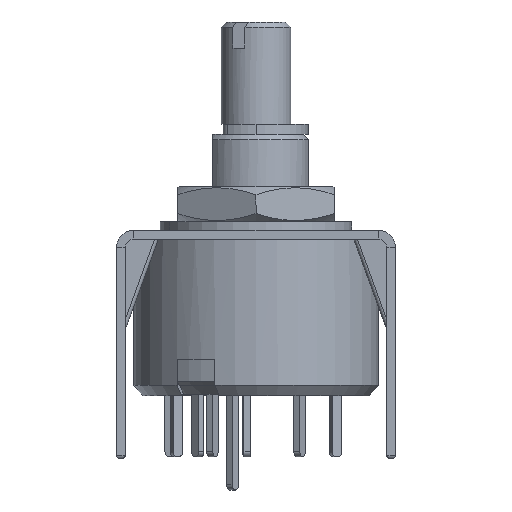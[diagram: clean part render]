
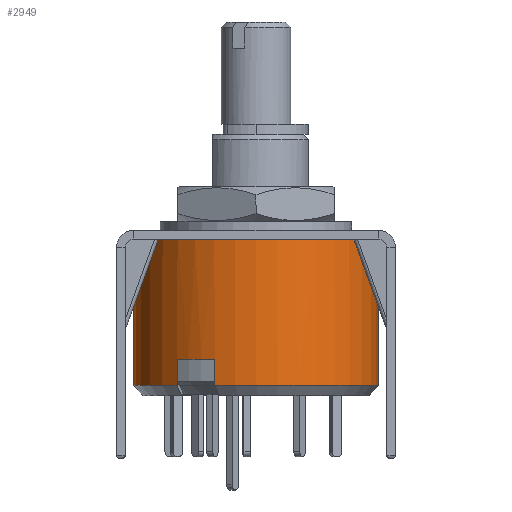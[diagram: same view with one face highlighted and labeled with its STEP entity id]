
A CAD part, front view. The second image highlights one B-rep face of the part: STEP entity #2949.
In plain terms, the highlighted cylindrical face has radius 7 mm (diameter 14 mm), a partial arc.
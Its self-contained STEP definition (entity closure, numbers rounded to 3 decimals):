
#81 = ORIENTED_EDGE ( 'NONE', *, *, #351, .T. ) ;
#351 = EDGE_CURVE ( 'NONE', #6244, #11345, #11798, .T. ) ;
#732 = AXIS2_PLACEMENT_3D ( 'NONE', #10542, #3193, #1890 ) ;
#1391 = CARTESIAN_POINT ( 'NONE',  ( -4.526, -5.34, 9. ) ) ;
#1403 = ORIENTED_EDGE ( 'NONE', *, *, #14757, .T. ) ;
#1427 = ORIENTED_EDGE ( 'NONE', *, *, #4411, .F. ) ;
#1532 = EDGE_LOOP ( 'NONE', ( #1427, #8584, #4609, #9611, #81, #11165, #1403, #4671 ) ) ;
#1619 = CARTESIAN_POINT ( 'NONE',  ( 0., 0., 9. ) ) ;
#1890 = DIRECTION ( 'NONE',  ( 1., 0., 0. ) ) ;
#2175 = AXIS2_PLACEMENT_3D ( 'NONE', #15068, #2763, #14850 ) ;
#2414 = DIRECTION ( 'NONE',  ( 0., 0., -1. ) ) ;
#2516 = DIRECTION ( 'NONE',  ( 0., 0., -1. ) ) ;
#2587 = CARTESIAN_POINT ( 'NONE',  ( -4.526, -5.34, -5.9 ) ) ;
#2614 = AXIS2_PLACEMENT_3D ( 'NONE', #6041, #2414, #13476 ) ;
#2763 = DIRECTION ( 'NONE',  ( 0., 0., -1. ) ) ;
#2949 = ADVANCED_FACE ( 'NONE', ( #13196 ), #8719, .T. ) ;
#3095 = AXIS2_PLACEMENT_3D ( 'NONE', #1619, #13964, #4144 ) ;
#3193 = DIRECTION ( 'NONE',  ( 0., 0., -1. ) ) ;
#3239 = VERTEX_POINT ( 'NONE', #3286 ) ;
#3286 = CARTESIAN_POINT ( 'NONE',  ( -7., 0., 0.95 ) ) ;
#3400 = CARTESIAN_POINT ( 'NONE',  ( -7., 0., -7.4 ) ) ;
#3547 = CARTESIAN_POINT ( 'NONE',  ( -4.526, -5.34, -7.4 ) ) ;
#3646 = DIRECTION ( 'NONE',  ( 0., 0., -1. ) ) ;
#3873 = CARTESIAN_POINT ( 'NONE',  ( -2.361, -6.59, 9. ) ) ;
#3951 = VERTEX_POINT ( 'NONE', #4448 ) ;
#4144 = DIRECTION ( 'NONE',  ( -1., 0., 0. ) ) ;
#4218 = CARTESIAN_POINT ( 'NONE',  ( 7., 0., 0.95 ) ) ;
#4368 = EDGE_CURVE ( 'NONE', #11345, #6923, #12588, .T. ) ;
#4411 = EDGE_CURVE ( 'NONE', #5881, #3951, #11035, .T. ) ;
#4448 = CARTESIAN_POINT ( 'NONE',  ( 7., 0., -7.4 ) ) ;
#4609 = ORIENTED_EDGE ( 'NONE', *, *, #10439, .T. ) ;
#4671 = ORIENTED_EDGE ( 'NONE', *, *, #15560, .F. ) ;
#4807 = CARTESIAN_POINT ( 'NONE',  ( 7., 0., 9. ) ) ;
#5517 = VERTEX_POINT ( 'NONE', #7785 ) ;
#5881 = VERTEX_POINT ( 'NONE', #4218 ) ;
#6041 = CARTESIAN_POINT ( 'NONE',  ( 0., 0., -7.4 ) ) ;
#6225 = VECTOR ( 'NONE', #2516, 1000. ) ;
#6244 = VERTEX_POINT ( 'NONE', #3547 ) ;
#6689 = CIRCLE ( 'NONE', #732, 7. ) ;
#6765 = VECTOR ( 'NONE', #9996, 1000. ) ;
#6850 = EDGE_CURVE ( 'NONE', #5881, #3239, #7151, .T. ) ;
#6923 = VERTEX_POINT ( 'NONE', #12892 ) ;
#7151 = CIRCLE ( 'NONE', #2175, 7. ) ;
#7236 = EDGE_CURVE ( 'NONE', #6244, #14596, #13140, .T. ) ;
#7274 = LINE ( 'NONE', #7914, #10579 ) ;
#7525 = VECTOR ( 'NONE', #3646, 1000. ) ;
#7785 = CARTESIAN_POINT ( 'NONE',  ( -2.361, -6.59, -7.4 ) ) ;
#7914 = CARTESIAN_POINT ( 'NONE',  ( -7., 0., 9. ) ) ;
#8400 = CARTESIAN_POINT ( 'NONE',  ( 0., 0., -5.9 ) ) ;
#8448 = DIRECTION ( 'NONE',  ( -1., 0., 0. ) ) ;
#8584 = ORIENTED_EDGE ( 'NONE', *, *, #6850, .T. ) ;
#8719 = CYLINDRICAL_SURFACE ( 'NONE', #3095, 7. ) ;
#9611 = ORIENTED_EDGE ( 'NONE', *, *, #7236, .F. ) ;
#9996 = DIRECTION ( 'NONE',  ( 0., 0., 1. ) ) ;
#10439 = EDGE_CURVE ( 'NONE', #3239, #14596, #7274, .T. ) ;
#10542 = CARTESIAN_POINT ( 'NONE',  ( 0., 0., -7.4 ) ) ;
#10579 = VECTOR ( 'NONE', #13078, 1000. ) ;
#10962 = DIRECTION ( 'NONE',  ( 0., 0., 1. ) ) ;
#11030 = LINE ( 'NONE', #3873, #6225 ) ;
#11035 = LINE ( 'NONE', #4807, #7525 ) ;
#11165 = ORIENTED_EDGE ( 'NONE', *, *, #4368, .T. ) ;
#11345 = VERTEX_POINT ( 'NONE', #2587 ) ;
#11798 = LINE ( 'NONE', #1391, #6765 ) ;
#12588 = CIRCLE ( 'NONE', #14820, 7. ) ;
#12892 = CARTESIAN_POINT ( 'NONE',  ( -2.361, -6.59, -5.9 ) ) ;
#13078 = DIRECTION ( 'NONE',  ( 0., 0., -1. ) ) ;
#13140 = CIRCLE ( 'NONE', #2614, 7. ) ;
#13196 = FACE_OUTER_BOUND ( 'NONE', #1532, .T. ) ;
#13476 = DIRECTION ( 'NONE',  ( 1., 0., 0. ) ) ;
#13964 = DIRECTION ( 'NONE',  ( 0., 0., -1. ) ) ;
#14596 = VERTEX_POINT ( 'NONE', #3400 ) ;
#14757 = EDGE_CURVE ( 'NONE', #6923, #5517, #11030, .T. ) ;
#14820 = AXIS2_PLACEMENT_3D ( 'NONE', #8400, #10962, #8448 ) ;
#14850 = DIRECTION ( 'NONE',  ( -1., 0., 0. ) ) ;
#15068 = CARTESIAN_POINT ( 'NONE',  ( 0., 0., 0.95 ) ) ;
#15560 = EDGE_CURVE ( 'NONE', #3951, #5517, #6689, .T. ) ;
